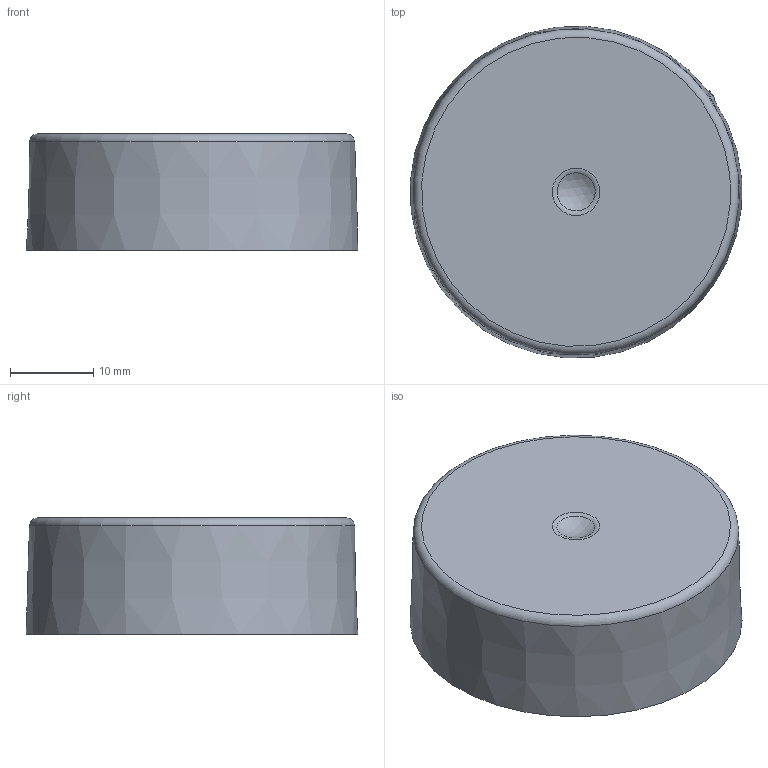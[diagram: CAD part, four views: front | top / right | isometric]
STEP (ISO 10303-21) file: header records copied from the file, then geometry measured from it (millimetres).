
FILE_DESCRIPTION(/* description */ ('Customer-3D Cap BK'),/* implementation_level */ '2;1');
FILE_NAME(/* name */ '100000011643_prt_000.step',/* time_stamp */ '2022-04-27T12:53:22+02:00',/* author */ ('JENNERT'),/* organization */ ('WERMA Signaltechnik GmbH+Co.KG'),/* preprocessor_version */ 'ST-DEVELOPER v17',/* originating_system */ 'Autodesk Inventor 2018',/* authorisation */ 'public');
FILE_SCHEMA (('AUTOMOTIVE_DESIGN { 1 0 10303 214 3 1 1 }'));
Length unit declared in the file: millimetre
Products named in the file (1): 100000011643_prt_000_1
Bounding box: 39.9 x 39.92 x 14 mm (x, y, z)
Volume: 3526.1 mm3; surface area: 5596.9 mm2
Topology: 1 solids, 2 shells, 20 faces, 49 edges, 34 vertices
Faces by surface type: plane 8, cone 5, torus 5, sphere 2
Entity records: 705 total; most frequent: CARTESIAN_POINT 139, DIRECTION 123, ORIENTED_EDGE 96, AXIS2_PLACEMENT_3D 56, EDGE_CURVE 48, CIRCLE 35, VERTEX_POINT 34, EDGE_LOOP 22
